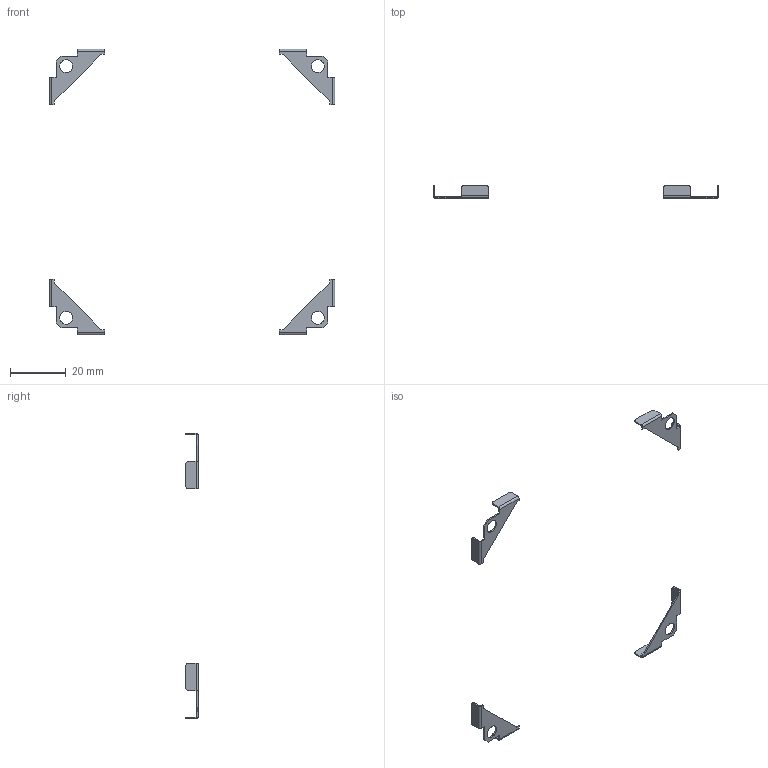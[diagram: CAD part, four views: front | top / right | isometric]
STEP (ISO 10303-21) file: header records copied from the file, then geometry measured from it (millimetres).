
FILE_DESCRIPTION (( 'STEP AP214' ), '1' );
FILE_NAME ('711-01002 Solar Clip Set, ANTS .031 Rev A.STEP', '2017-01-17T22:32:04', ( '' ), ( '' ), 'SwSTEP 2.0', 'SolidWorks 2014', '' );
FILE_SCHEMA (( 'AUTOMOTIVE_DESIGN' ));
Length unit declared in the file: inch
Products named in the file (2): 711-01002 Solar Clip Set, ANTS .031 Rev A
Bounding box: 102.54 x 4.45 x 102.54 mm (x, y, z)
Volume: 444.7 mm3; surface area: 1946.7 mm2
Topology: 4 solids, 4 shells, 120 faces, 336 edges, 224 vertices
Faces by surface type: plane 72, cylinder 48
Entity records: 3980 total; most frequent: CARTESIAN_POINT 682, DIRECTION 676, ORIENTED_EDGE 672, EDGE_CURVE 336, LINE 240, VECTOR 240, VERTEX_POINT 224, AXIS2_PLACEMENT_3D 218
